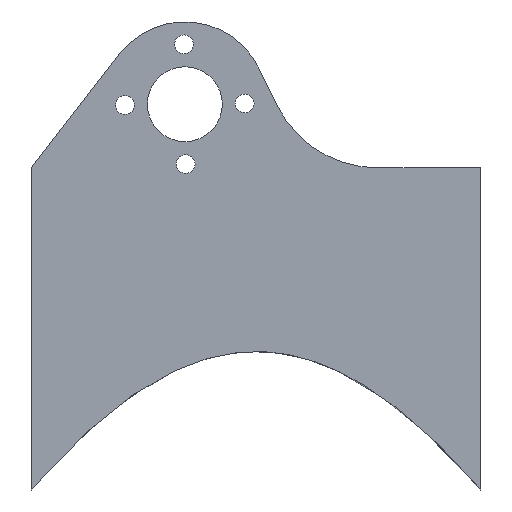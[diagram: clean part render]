
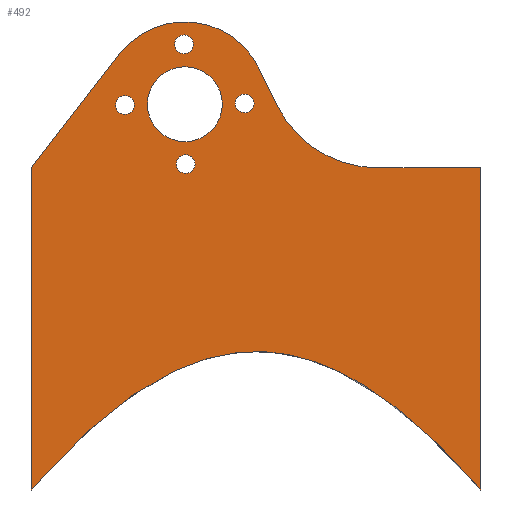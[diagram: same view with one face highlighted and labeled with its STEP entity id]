
A CAD part, left-side view. The second image highlights one B-rep face of the part: STEP entity #492.
In plain terms, the highlighted planar face has unit normal (-1, 0, 0).
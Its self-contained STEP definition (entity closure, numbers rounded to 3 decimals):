
#20=FACE_BOUND('',#100,.T.);
#21=FACE_BOUND('',#101,.T.);
#22=FACE_BOUND('',#102,.T.);
#23=FACE_BOUND('',#103,.T.);
#24=FACE_BOUND('',#104,.T.);
#51=(
BOUNDED_CURVE()
B_SPLINE_CURVE(5,(#781,#782,#783,#784,#785,#786,#787,#788,#789,#790,#791,
#792,#793,#794,#795),.UNSPECIFIED.,.F.,.F.)
B_SPLINE_CURVE_WITH_KNOTS((6,1,1,1,1,1,1,1,1,1,6),(0.,0.1,0.2,0.3,0.4,0.5,
0.6,0.7,0.8,0.9,1.),.UNSPECIFIED.)
CURVE()
GEOMETRIC_REPRESENTATION_ITEM()
RATIONAL_B_SPLINE_CURVE((1.,1.,1.,1.,1.,1.,1.,1.,1.,1.,1.,1.,1.,1.,1.))
REPRESENTATION_ITEM('')
);
#57=PLANE('',#541);
#72=FACE_OUTER_BOUND('',#99,.T.);
#99=EDGE_LOOP('',(#386,#387,#388,#389,#390,#391,#392,#393));
#100=EDGE_LOOP('',(#394));
#101=EDGE_LOOP('',(#395));
#102=EDGE_LOOP('',(#396));
#103=EDGE_LOOP('',(#397));
#104=EDGE_LOOP('',(#398));
#137=LINE('',#723,#168);
#142=LINE('',#738,#173);
#144=LINE('',#745,#175);
#149=LINE('',#1173,#180);
#150=LINE('',#1174,#181);
#168=VECTOR('',#603,10.);
#173=VECTOR('',#616,10.);
#175=VECTOR('',#626,10.);
#180=VECTOR('',#633,10.);
#181=VECTOR('',#634,10.);
#193=CIRCLE('',#519,1.25);
#195=CIRCLE('',#522,1.25);
#197=CIRCLE('',#525,1.25);
#199=CIRCLE('',#528,1.25);
#200=CIRCLE('',#530,5.);
#203=CIRCLE('',#535,15.);
#205=CIRCLE('',#539,11.);
#217=VERTEX_POINT('',#689);
#219=VERTEX_POINT('',#695);
#221=VERTEX_POINT('',#701);
#223=VERTEX_POINT('',#707);
#224=VERTEX_POINT('',#711);
#228=VERTEX_POINT('',#720);
#229=VERTEX_POINT('',#722);
#231=VERTEX_POINT('',#728);
#234=VERTEX_POINT('',#735);
#235=VERTEX_POINT('',#737);
#236=VERTEX_POINT('',#744);
#238=VERTEX_POINT('',#779);
#239=VERTEX_POINT('',#780);
#265=EDGE_CURVE('',#217,#217,#193,.T.);
#268=EDGE_CURVE('',#219,#219,#195,.T.);
#271=EDGE_CURVE('',#221,#221,#197,.T.);
#274=EDGE_CURVE('',#223,#223,#199,.T.);
#275=EDGE_CURVE('',#224,#224,#200,.T.);
#280=EDGE_CURVE('',#229,#228,#137,.T.);
#283=EDGE_CURVE('',#231,#229,#203,.T.);
#287=EDGE_CURVE('',#235,#234,#142,.T.);
#290=EDGE_CURVE('',#228,#235,#205,.T.);
#291=EDGE_CURVE('',#231,#236,#144,.T.);
#294=EDGE_CURVE('',#238,#239,#51,.T.);
#309=EDGE_CURVE('',#239,#236,#149,.T.);
#310=EDGE_CURVE('',#238,#234,#150,.T.);
#386=ORIENTED_EDGE('',*,*,#294,.T.);
#387=ORIENTED_EDGE('',*,*,#309,.T.);
#388=ORIENTED_EDGE('',*,*,#291,.F.);
#389=ORIENTED_EDGE('',*,*,#283,.T.);
#390=ORIENTED_EDGE('',*,*,#280,.T.);
#391=ORIENTED_EDGE('',*,*,#290,.T.);
#392=ORIENTED_EDGE('',*,*,#287,.T.);
#393=ORIENTED_EDGE('',*,*,#310,.F.);
#394=ORIENTED_EDGE('',*,*,#265,.T.);
#395=ORIENTED_EDGE('',*,*,#268,.T.);
#396=ORIENTED_EDGE('',*,*,#271,.T.);
#397=ORIENTED_EDGE('',*,*,#274,.T.);
#398=ORIENTED_EDGE('',*,*,#275,.T.);
#492=ADVANCED_FACE('',(#72,#20,#21,#22,#23,#24),#57,.T.);
#519=AXIS2_PLACEMENT_3D('',#691,#569,#570);
#522=AXIS2_PLACEMENT_3D('',#697,#576,#577);
#525=AXIS2_PLACEMENT_3D('',#703,#583,#584);
#528=AXIS2_PLACEMENT_3D('',#709,#590,#591);
#530=AXIS2_PLACEMENT_3D('',#712,#594,#595);
#535=AXIS2_PLACEMENT_3D('',#729,#609,#610);
#539=AXIS2_PLACEMENT_3D('',#742,#622,#623);
#541=AXIS2_PLACEMENT_3D('',#1172,#631,#632);
#569=DIRECTION('center_axis',(1.,0.,0.));
#570=DIRECTION('ref_axis',(0.,0.,-1.));
#576=DIRECTION('center_axis',(1.,0.,0.));
#577=DIRECTION('ref_axis',(0.,0.,-1.));
#583=DIRECTION('center_axis',(1.,0.,0.));
#584=DIRECTION('ref_axis',(0.,0.,-1.));
#590=DIRECTION('center_axis',(1.,0.,0.));
#591=DIRECTION('ref_axis',(0.,0.,-1.));
#594=DIRECTION('center_axis',(1.,0.,0.));
#595=DIRECTION('ref_axis',(0.,0.,-1.));
#603=DIRECTION('',(0.,0.438,0.899));
#609=DIRECTION('center_axis',(1.,0.,0.));
#610=DIRECTION('ref_axis',(0.,0.,-1.));
#616=DIRECTION('',(0.,0.612,-0.791));
#622=DIRECTION('center_axis',(-1.,0.,0.));
#623=DIRECTION('ref_axis',(0.,0.,-1.));
#626=DIRECTION('',(0.,-1.,0.));
#631=DIRECTION('center_axis',(-1.,0.,0.));
#632=DIRECTION('ref_axis',(0.,0.,1.));
#633=DIRECTION('',(0.,0.,1.));
#634=DIRECTION('',(0.,0.,1.));
#689=CARTESIAN_POINT('',(-54.829,9.391,41.526));
#691=CARTESIAN_POINT('Origin',(-54.829,9.391,40.276));
#695=CARTESIAN_POINT('',(-54.829,1.501,49.635));
#697=CARTESIAN_POINT('Origin',(-54.829,1.501,48.385));
#701=CARTESIAN_POINT('',(-54.829,17.499,49.416));
#703=CARTESIAN_POINT('Origin',(-54.829,17.499,48.166));
#707=CARTESIAN_POINT('',(-54.829,9.609,57.525));
#709=CARTESIAN_POINT('Origin',(-54.829,9.609,56.275));
#711=CARTESIAN_POINT('',(-54.829,9.5,53.276));
#712=CARTESIAN_POINT('Origin',(-54.829,9.5,48.276));
#720=CARTESIAN_POINT('',(-54.829,-0.389,53.093));
#722=CARTESIAN_POINT('',(-54.829,-2.77,48.207));
#723=CARTESIAN_POINT('',(-54.829,-0.389,53.093));
#728=CARTESIAN_POINT('',(-54.829,-16.255,39.776));
#729=CARTESIAN_POINT('Origin',(-54.829,-16.255,54.776));
#735=CARTESIAN_POINT('',(-54.829,30.,39.776));
#737=CARTESIAN_POINT('',(-54.829,18.196,55.013));
#738=CARTESIAN_POINT('',(-54.829,18.196,55.013));
#742=CARTESIAN_POINT('Origin',(-54.829,9.5,48.276));
#744=CARTESIAN_POINT('',(-54.829,-30.,39.776));
#745=CARTESIAN_POINT('',(-54.829,-30.,39.776));
#779=CARTESIAN_POINT('',(-54.829,30.,-3.224));
#780=CARTESIAN_POINT('',(-54.829,-30.,-3.224));
#781=CARTESIAN_POINT('Ctrl Pts',(-54.829,30.,-3.224));
#782=CARTESIAN_POINT('Ctrl Pts',(-54.829,28.8,-1.821));
#783=CARTESIAN_POINT('Ctrl Pts',(-54.829,26.4,0.863));
#784=CARTESIAN_POINT('Ctrl Pts',(-54.829,22.8,4.521));
#785=CARTESIAN_POINT('Ctrl Pts',(-54.829,18.,8.651));
#786=CARTESIAN_POINT('Ctrl Pts',(-54.829,12.,12.483));
#787=CARTESIAN_POINT('Ctrl Pts',(-54.829,6.,14.867));
#788=CARTESIAN_POINT('Ctrl Pts',(-54.829,0.,
15.683));
#789=CARTESIAN_POINT('Ctrl Pts',(-54.829,-6.,14.867));
#790=CARTESIAN_POINT('Ctrl Pts',(-54.829,-12.,12.483));
#791=CARTESIAN_POINT('Ctrl Pts',(-54.829,-18.,8.651));
#792=CARTESIAN_POINT('Ctrl Pts',(-54.829,-22.8,4.521));
#793=CARTESIAN_POINT('Ctrl Pts',(-54.829,-26.4,0.863));
#794=CARTESIAN_POINT('Ctrl Pts',(-54.829,-28.8,-1.821));
#795=CARTESIAN_POINT('Ctrl Pts',(-54.829,-30.,-3.224));
#1172=CARTESIAN_POINT('Origin',(-54.829,-30.,-3.224));
#1173=CARTESIAN_POINT('',(-54.829,-30.,28.776));
#1174=CARTESIAN_POINT('',(-54.829,30.,28.776));
